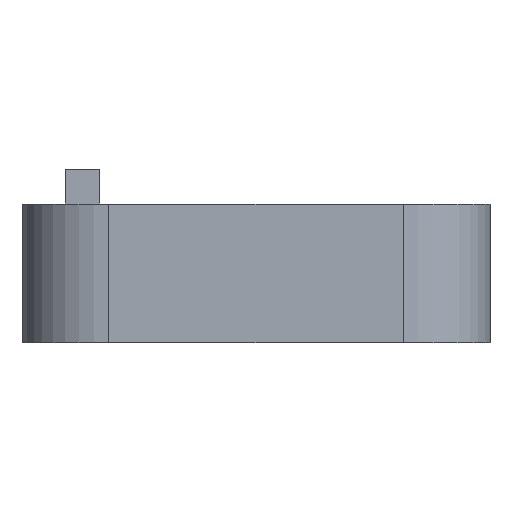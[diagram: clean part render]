
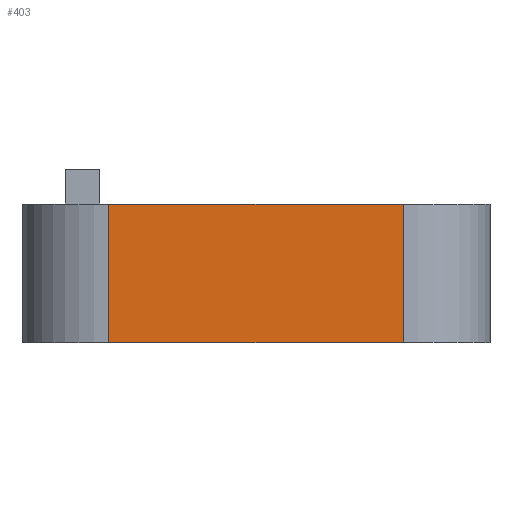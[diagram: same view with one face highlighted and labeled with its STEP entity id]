
A CAD part, front view. The second image highlights one B-rep face of the part: STEP entity #403.
In plain terms, the highlighted planar face has unit normal (0, -1, 0).
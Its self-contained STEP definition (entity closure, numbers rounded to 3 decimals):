
#65=FACE_OUTER_BOUND('',#93,.T.);
#93=EDGE_LOOP('',(#322,#323,#324,#325));
#128=LINE('',#640,#162);
#133=LINE('',#661,#167);
#136=LINE('',#668,#170);
#137=LINE('',#669,#171);
#162=VECTOR('',#510,1.);
#167=VECTOR('',#533,1.);
#170=VECTOR('',#540,1.);
#171=VECTOR('',#541,1.);
#195=VERTEX_POINT('',#637);
#196=VERTEX_POINT('',#639);
#203=VERTEX_POINT('',#659);
#205=VERTEX_POINT('',#667);
#235=EDGE_CURVE('',#195,#196,#128,.T.);
#246=EDGE_CURVE('',#203,#196,#133,.T.);
#249=EDGE_CURVE('',#205,#203,#136,.T.);
#250=EDGE_CURVE('',#205,#195,#137,.T.);
#322=ORIENTED_EDGE('',*,*,#249,.T.);
#323=ORIENTED_EDGE('',*,*,#246,.T.);
#324=ORIENTED_EDGE('',*,*,#235,.F.);
#325=ORIENTED_EDGE('',*,*,#250,.F.);
#387=PLANE('',#450);
#403=ADVANCED_FACE('',(#65),#387,.F.);
#450=AXIS2_PLACEMENT_3D('',#666,#538,#539);
#510=DIRECTION('',(1.,0.,0.));
#533=DIRECTION('',(0.,0.,1.));
#538=DIRECTION('center_axis',(0.,1.,0.));
#539=DIRECTION('ref_axis',(0.,0.,1.));
#540=DIRECTION('',(1.,0.,0.));
#541=DIRECTION('',(0.,0.,1.));
#637=CARTESIAN_POINT('',(-8.501,-68.5,0.));
#639=CARTESIAN_POINT('',(8.501,-68.5,0.));
#640=CARTESIAN_POINT('',(-13.5,-68.5,0.));
#659=CARTESIAN_POINT('',(8.501,-68.5,-8.));
#661=CARTESIAN_POINT('',(8.501,-68.5,-8.));
#666=CARTESIAN_POINT('Origin',(-13.5,-68.5,-8.));
#667=CARTESIAN_POINT('',(-8.501,-68.5,-8.));
#668=CARTESIAN_POINT('',(-13.5,-68.5,-8.));
#669=CARTESIAN_POINT('',(-8.501,-68.5,-8.));
